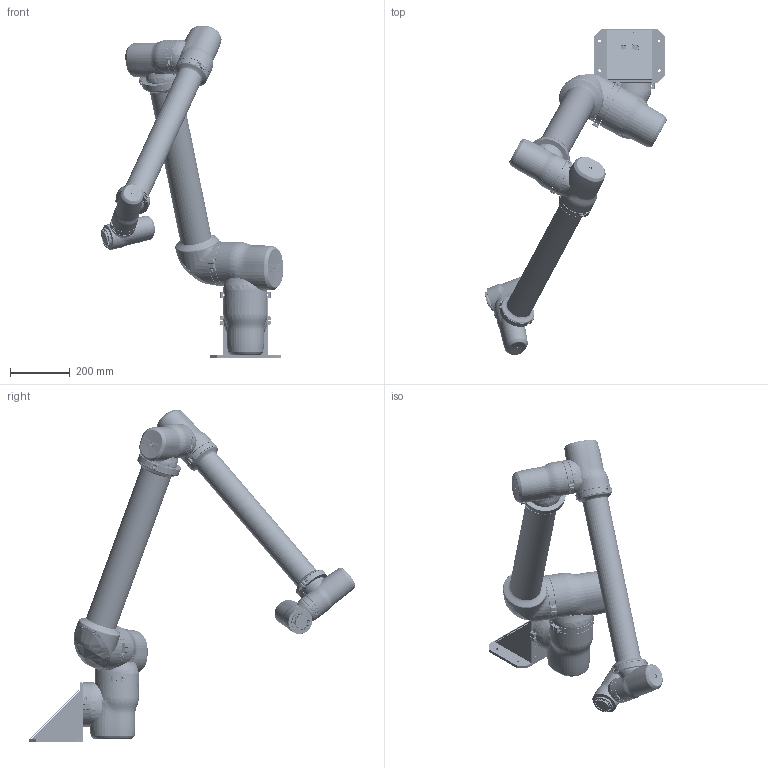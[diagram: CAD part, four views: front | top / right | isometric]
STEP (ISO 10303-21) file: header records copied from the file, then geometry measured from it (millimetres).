
FILE_DESCRIPTION (( 'STEP AP214' ), '1' );
FILE_NAME ('6 DoF 1,3 Starke Sepp.STEP', '2022-05-24T16:00:40', ( '' ), ( '' ), 'SwSTEP 2.0', 'SolidWorks 2021', '' );
FILE_SCHEMA (( 'AUTOMOTIVE_DESIGN' ));
Length unit declared in the file: millimetre
Products named in the file (51): 626.0079-E.STEP; B148-vert.STEP; 626.0037-C.STEP; 626.0005-B.STEP; 626.0140-A-gef_llt.STEP; C116S.step; 626.0139-B.STEP; C148S.STEP; 626.0130-A.STEP; 876.0023-F.STEP; 626.0136-A-gef_llt.STEP; 626.0001-F.STEP; 626.0094-B.STEP; 626.0008-A.STEP; 626.0023-E.STEP; 626.0131-A.STEP; 626.0112-B.STEP; rohr_106_100-670.STEP; 626.0110-A-gef_llt.STEP; 626.0132-A.STEP; C86S.step; 876.0027-C.STEP; 876.0019-F.STEP; 626.0134-A.STEP; 626.0110-A.STEP; item_0061956_Winkel_8_160x160-40_Al_M8_1.stp.STEP; 626.0040-A-gef_llt.STEP; D116.STEP; 876.0028-C.STEP; 626.0120-B.STEP; 626.0004-A.STEP; 626.0040-B.STEP; 626.0024-C.STEP; 626.0138-C.STEP; 626.0072-A-gef_llt.STEP; 876.0022-F.STEP; 6 DoF 1,3 Starke Sepp; 626.0033-G-1.STEP; rohr_86_80_376-600.STEP; 626.0135-A-gef_llt.STEP ...
Assembly tree (63 placements, depth 4):
  6 DoF 1,3 Starke Sepp
    B148-vert.STEP
      626.0130-A.STEP
      item_0061956_Winkel_8_160x160-40_Al_M8_1.stp.STEP  x2
      626.0134-A.STEP
      626.0132-A.STEP  x2
      626.0131-A.STEP
      626.0110-A.STEP
    C148S.STEP  x4
      626.0124-A.STEP
    C116S.step  x3
    D148.STEP  x2
      876.0028-C.STEP
        626.0112-B.STEP
        626.0120-B.STEP
        626.0138-C.STEP
        626.0139-B.STEP
      876.0027-C.STEP
        626.0094-B.STEP
        626.0110-B.STEP
    D116.STEP  x2
      876.0022-F.STEP
        626.0033-G-1.STEP
        626.0036-B.STEP
        626.0078-E.STEP
      876.0023-F.STEP
        626.0037-C.STEP
        626.0040-B.STEP
      626.0079-E.STEP
    D86.STEP  x2
      876.0018-F.STEP
        626.0001-F.STEP
        626.0004-A.STEP
        626.0023-E.STEP
      876.0019-F.STEP
        626.0005-B.STEP
        626.0008-A.STEP
      626.0024-C.STEP
    L116I-600.STEP
      626.0036-A-gef_llt.STEP
      626.0040-A-gef_llt.STEP
      rohr_86_80_376-600.STEP
      626.0072-A-gef_llt.STEP  x2
    L148L-670.STEP
      rohr_106_100-670.STEP
      626.0135-A-gef_llt.STEP  x2
      626.0110-A-gef_llt.STEP
      626.0120-A-gef_llt.STEP
      626.0136-A-gef_llt.STEP
      626.0140-A-gef_llt.STEP
    C86S.step
Bounding box: 609.97 x 1095.2 x 1114.82 mm (x, y, z)
Volume: 19086900.7 mm3; surface area: 2969667.5 mm2
Topology: 80 solids, 90 shells, 6210 faces, 15007 edges, 9134 vertices
Faces by surface type: cylinder 2930, cone 1162, plane 1130, bspline 632, torus 344, sphere 12
Entity records: 132148 total; most frequent: CARTESIAN_POINT 51933, DIRECTION 16919, ORIENTED_EDGE 15516, EDGE_CURVE 7758, AXIS2_PLACEMENT_3D 7084, VERTEX_POINT 4901, EDGE_LOOP 4321, CIRCLE 4019
